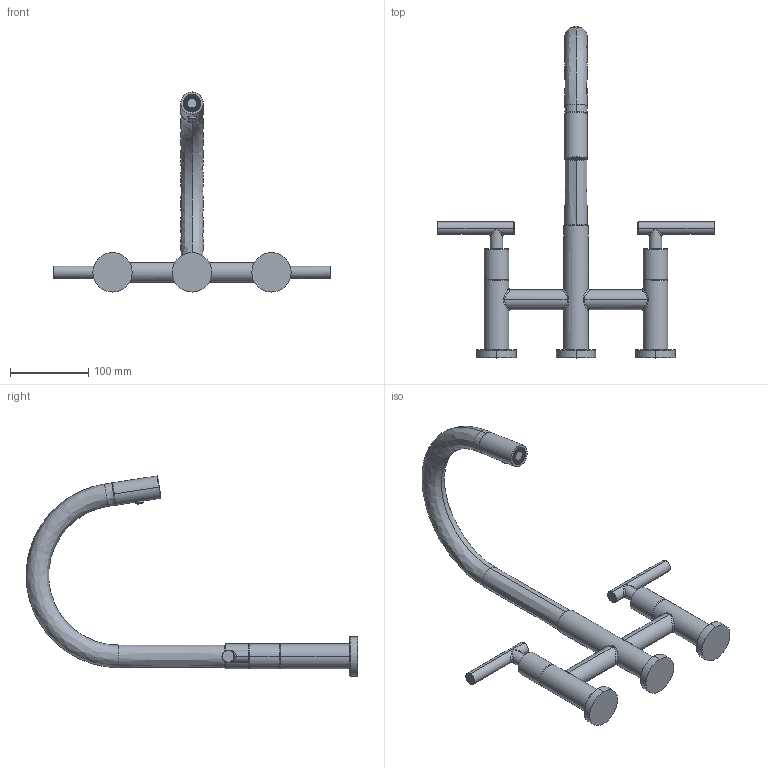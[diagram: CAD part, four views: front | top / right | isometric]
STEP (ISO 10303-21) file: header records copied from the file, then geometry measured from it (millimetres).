
FILE_DESCRIPTION((''),'2;1');
FILE_NAME('1500-5463','2022-04-04T15:44:32',('rsmith'),(''),'CREO PARAMETRIC BY PTC INC, 2019352','CREO PARAMETRIC BY PTC INC, 2019352','');
FILE_SCHEMA(('AUTOMOTIVE_DESIGN { 1 0 10303 214 1 1 1 1 }'));
Length unit declared in the file: inch
Products named in the file (1): 1500-5463
Bounding box: 355.04 x 424.21 x 255.75 mm (x, y, z)
Volume: 852093.1 mm3; surface area: 129678.8 mm2
Topology: 4 solids, 4 shells, 334 faces, 808 edges, 493 vertices
Faces by surface type: plane 128, cylinder 94, bspline 52, cone 42, torus 16, sphere 2
Entity records: 20198 total; most frequent: CARTESIAN_POINT 8345, ORIENTED_EDGE 1612, DIRECTION 1392, PRESENTATION_STYLE_ASSIGNMENT 1055, STYLED_ITEM 812, CURVE_STYLE 806, EDGE_CURVE 806, AXIS2_PLACEMENT_3D 580
